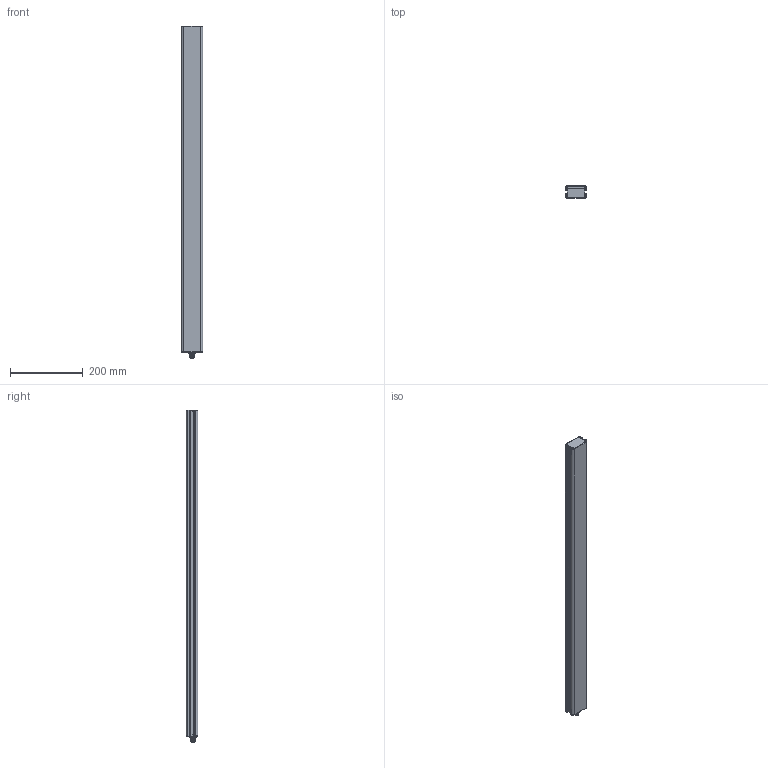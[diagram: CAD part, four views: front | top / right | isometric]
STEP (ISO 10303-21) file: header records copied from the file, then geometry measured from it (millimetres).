
FILE_DESCRIPTION((''),'2;1');
FILE_NAME('142118_SM01_ASM','2022-11-02T13:52:53',('PDMAdmin'),('BANNER ENGINEERING'),'CREO PARAMETRIC BY PTC INC, 2019292','CREO PARAMETRIC BY PTC INC, 2019292','');
FILE_SCHEMA(('CONFIG_CONTROL_DESIGN'));
Products named in the file (2): 142118_EP01; 142118_SM01_ASM
Assembly tree (1 placements, depth 2):
  142118_SM01_ASM
    142118_EP01
Bounding box: 59.4 x 32.6 x 914.66 mm (x, y, z)
Volume: 1479582.1 mm3; surface area: 219268.3 mm2
Topology: 1 solids, 1 shells, 1096 faces, 3810 edges, 2500 vertices
Faces by surface type: plane 483, cylinder 483, bspline 88, torus 24, cone 10, sphere 8
Entity records: 85312 total; most frequent: CARTESIAN_POINT 53430, ORIENTED_EDGE 7620, DIRECTION 5674, EDGE_CURVE 3810, VERTEX_POINT 2500, VECTOR 2244, LINE 2244, AXIS2_PLACEMENT_3D 1715
